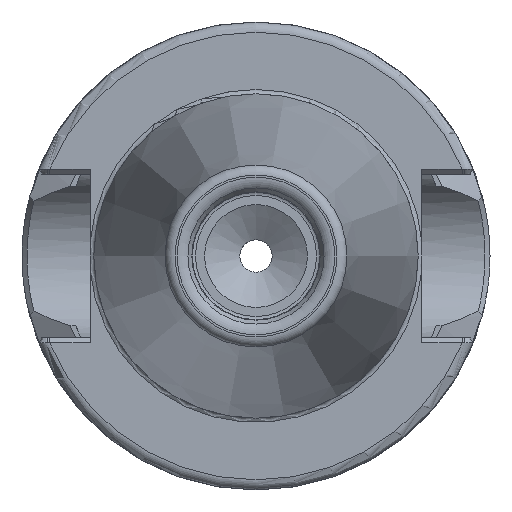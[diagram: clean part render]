
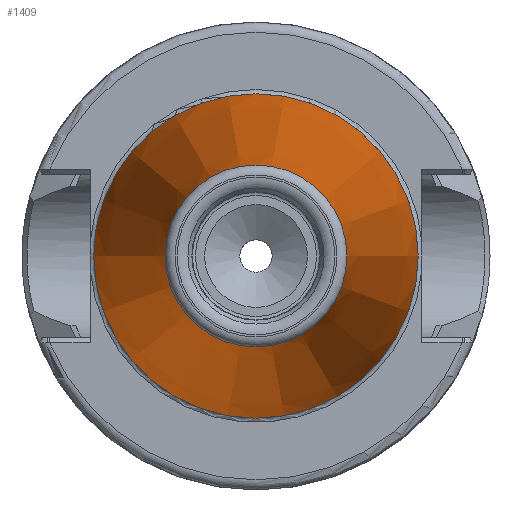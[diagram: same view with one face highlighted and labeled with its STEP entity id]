
A CAD part, left-side view. The second image highlights one B-rep face of the part: STEP entity #1409.
In plain terms, the highlighted conical face has half-angle 8.297 degrees and reference radius 12.445 mm.
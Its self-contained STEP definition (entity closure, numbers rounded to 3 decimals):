
#202=FACE_OUTER_BOUND('',#279,.T.);
#279=EDGE_LOOP('',(#1299,#1300,#1301,#1302,#1303,#1304,#1305));
#349=LINE('',#3128,#415);
#415=VECTOR('',#1968,12.445);
#507=CIRCLE('',#1581,8.941);
#508=CIRCLE('',#1582,8.941);
#509=CIRCLE('',#1583,8.941);
#511=CIRCLE('',#1586,15.948);
#512=CIRCLE('',#1587,15.948);
#663=VERTEX_POINT('',#3116);
#664=VERTEX_POINT('',#3117);
#665=VERTEX_POINT('',#3119);
#666=VERTEX_POINT('',#3124);
#667=VERTEX_POINT('',#3125);
#878=EDGE_CURVE('',#663,#664,#507,.T.);
#879=EDGE_CURVE('',#665,#663,#508,.T.);
#880=EDGE_CURVE('',#664,#665,#509,.T.);
#882=EDGE_CURVE('',#666,#667,#511,.T.);
#883=EDGE_CURVE('',#667,#666,#512,.T.);
#884=EDGE_CURVE('',#667,#665,#349,.T.);
#1299=ORIENTED_EDGE('',*,*,#882,.F.);
#1300=ORIENTED_EDGE('',*,*,#883,.F.);
#1301=ORIENTED_EDGE('',*,*,#884,.T.);
#1302=ORIENTED_EDGE('',*,*,#879,.T.);
#1303=ORIENTED_EDGE('',*,*,#878,.T.);
#1304=ORIENTED_EDGE('',*,*,#880,.T.);
#1305=ORIENTED_EDGE('',*,*,#884,.F.);
#1340=CONICAL_SURFACE('',#1585,12.445,0.145);
#1409=ADVANCED_FACE('',(#202),#1340,.T.);
#1581=AXIS2_PLACEMENT_3D('',#3118,#1954,#1955);
#1582=AXIS2_PLACEMENT_3D('',#3120,#1956,#1957);
#1583=AXIS2_PLACEMENT_3D('',#3121,#1958,#1959);
#1585=AXIS2_PLACEMENT_3D('',#3123,#1962,#1963);
#1586=AXIS2_PLACEMENT_3D('',#3126,#1964,#1965);
#1587=AXIS2_PLACEMENT_3D('',#3127,#1966,#1967);
#1954=DIRECTION('center_axis',(1.,0.,0.));
#1955=DIRECTION('ref_axis',(0.,0.,-1.));
#1956=DIRECTION('center_axis',(1.,0.,0.));
#1957=DIRECTION('ref_axis',(0.,0.,-1.));
#1958=DIRECTION('center_axis',(1.,0.,0.));
#1959=DIRECTION('ref_axis',(0.,0.,-1.));
#1962=DIRECTION('center_axis',(1.,0.,0.));
#1963=DIRECTION('ref_axis',(0.,1.,0.));
#1964=DIRECTION('center_axis',(1.,0.,0.));
#1965=DIRECTION('ref_axis',(0.,0.,-1.));
#1966=DIRECTION('center_axis',(1.,0.,0.));
#1967=DIRECTION('ref_axis',(0.,0.,-1.));
#1968=DIRECTION('',(-0.99,0.144,0.));
#3116=CARTESIAN_POINT('',(-47.944,8.941,0.));
#3117=CARTESIAN_POINT('',(-47.944,0.,8.941));
#3118=CARTESIAN_POINT('Origin',(-47.944,0.,
0.));
#3119=CARTESIAN_POINT('',(-47.944,-8.941,0.));
#3120=CARTESIAN_POINT('Origin',(-47.944,0.,
0.));
#3121=CARTESIAN_POINT('Origin',(-47.944,0.,
0.));
#3123=CARTESIAN_POINT('Origin',(-23.922,0.,
0.));
#3124=CARTESIAN_POINT('',(0.1,15.948,0.));
#3125=CARTESIAN_POINT('',(0.1,-15.948,0.));
#3126=CARTESIAN_POINT('Origin',(0.1,0.,
0.));
#3127=CARTESIAN_POINT('Origin',(0.1,0.,
0.));
#3128=CARTESIAN_POINT('',(-23.922,-12.445,0.));
